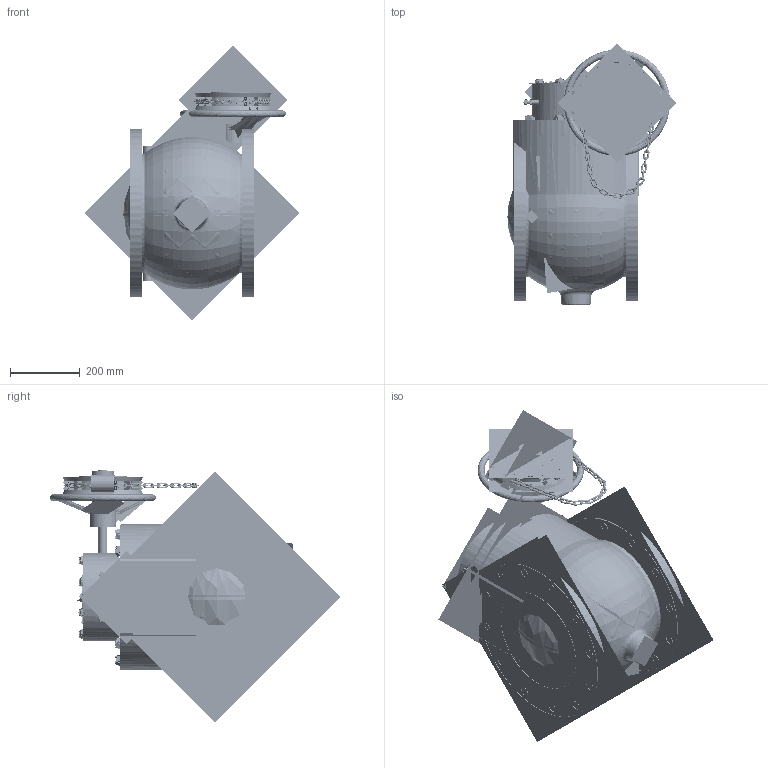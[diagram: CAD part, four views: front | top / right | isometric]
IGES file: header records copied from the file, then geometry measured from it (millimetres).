
Start section:  PTC IGES file: plug_flxfl-12in-chainwheel_asm.igs
Global section: file name: plug_flxfl-12in-chainwheel_asm.igs; native system: Creo Parametric by Parametric Technology Corporation; preprocessor: 2013050; author: HAPPY; organization: Unknown; date: 20170128.152528; units: inch
Bounding box: 616.75 x 852.8 x 843.3 mm (x, y, z)
Volume: 40635191.7 mm3; surface area: 17360396.8 mm2
Topology: 97 solids, 97 shells, 4878 faces, 24375 edges, 30771 vertices
Faces by surface type: revolution 2860, bspline 1912, extrusion 106
